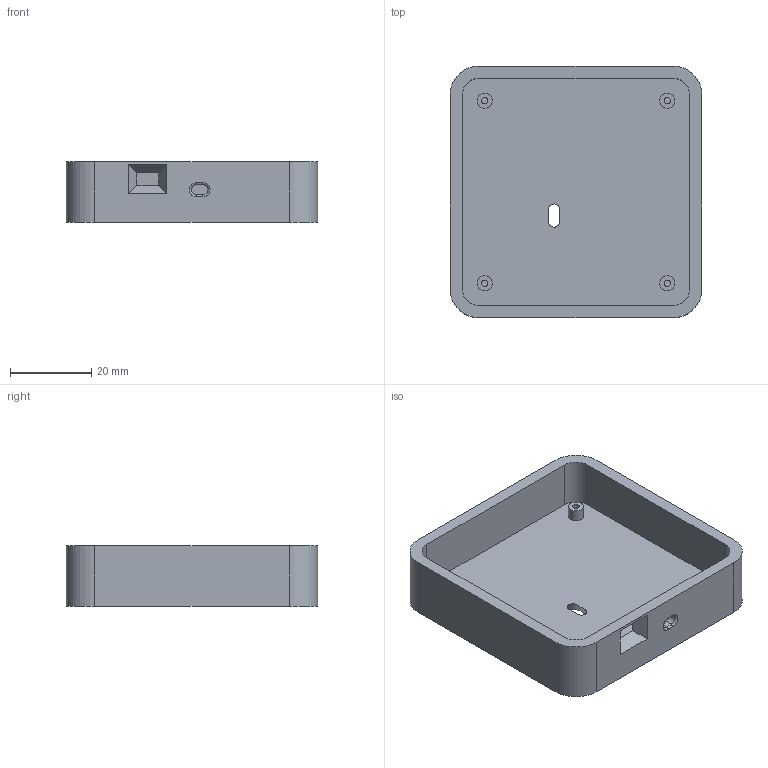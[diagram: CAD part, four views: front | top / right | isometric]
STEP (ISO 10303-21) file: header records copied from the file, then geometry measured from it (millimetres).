
FILE_DESCRIPTION(/* description */ ('STEP AP242','CAx-IF Rec.Pracs.---Representation and Presentation of Product Manufacturing Information (PMI)---4.0---2014-10-13','CAx-IF Rec.Pracs.---3D Tessellated Geometry---0.4---2014-09-14','2;1'),/* implementation_level */ '2;1');
FILE_NAME(/* name */ '64a762ba3abea406ea410577',/* time_stamp */ '2023-07-07T00:56:27Z',/* author */ (''),/* organization */ (''),/* preprocessor_version */ 'ST-DEVELOPER v19.4',/* originating_system */ ' ',/* authorisation */ ' ');
FILE_SCHEMA (('AP242_MANAGED_MODEL_BASED_3D_ENGINEERING_MIM_LF { 1 0 10303 442 1 1 4 }'));
Length unit declared in the file: metre
Products named in the file (1): Drone Body
Bounding box: 62 x 62 x 15 mm (x, y, z)
Volume: 19434.1 mm3; surface area: 13976.5 mm2
Topology: 1 solids, 1 shells, 51 faces, 116 edges, 76 vertices
Faces by surface type: plane 27, cylinder 20, torus 2, cone 2
Full cylindrical faces by diameter (mm): 1.6 x4, 3.75 x4
Entity records: 1438 total; most frequent: DIRECTION 258, CARTESIAN_POINT 236, ORIENTED_EDGE 216, EDGE_CURVE 108, AXIS2_PLACEMENT_3D 98, VERTEX_POINT 76, EDGE_LOOP 74, FACE_BOUND 74
